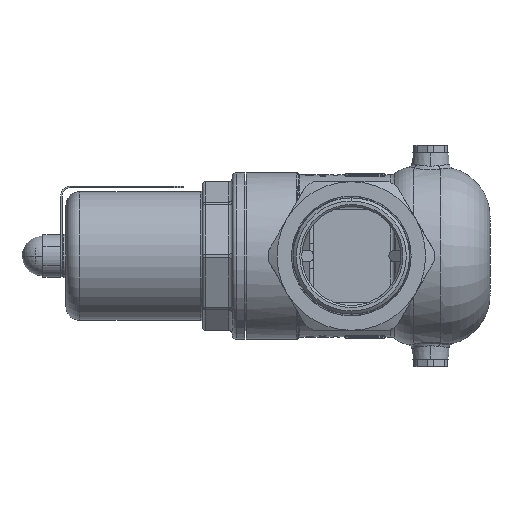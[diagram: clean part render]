
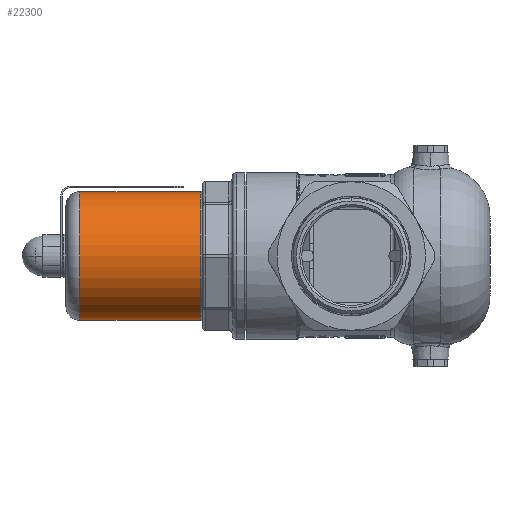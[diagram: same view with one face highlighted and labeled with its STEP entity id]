
A CAD part, left-side view. The second image highlights one B-rep face of the part: STEP entity #22300.
In plain terms, the highlighted cylindrical face has radius 32.5 mm (diameter 65 mm), a partial arc.
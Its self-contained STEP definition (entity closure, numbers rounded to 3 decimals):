
#2187 = AXIS2_PLACEMENT_3D ( 'NONE', #14458, #14509, #14511 ) ;
#14458 = CARTESIAN_POINT ( 'NONE',  ( 0., 155.957, 0. ) ) ;
#14486 = CYLINDRICAL_SURFACE ( 'NONE', #2187, 32.5 ) ;
#14488 = FACE_OUTER_BOUND ( 'NONE', #23444, .T. ) ;
#14509 = DIRECTION ( 'NONE',  ( 0., 1., 0. ) ) ;
#14511 = DIRECTION ( 'NONE',  ( 0., 0., 1. ) ) ;
#20189 = LINE ( 'NONE', #20192, #21295 ) ;
#20192 = CARTESIAN_POINT ( 'NONE',  ( 0., 155.957, -32.5 ) ) ;
#20228 = DIRECTION ( 'NONE',  ( 0., 1., 0. ) ) ;
#20343 = LINE ( 'NONE', #20345, #21325 ) ;
#20345 = CARTESIAN_POINT ( 'NONE',  ( 0., 155.957, 32.5 ) ) ;
#20346 = DIRECTION ( 'NONE',  ( 0., 1., 0. ) ) ;
#20706 = CARTESIAN_POINT ( 'NONE',  ( 0., 76.2, 32.5 ) ) ;
#20708 = CARTESIAN_POINT ( 'NONE',  ( 0., 76.2, -32.5 ) ) ;
#21295 = VECTOR ( 'NONE', #20228, 1000. ) ;
#21325 = VECTOR ( 'NONE', #20346, 1000. ) ;
#22102 = EDGE_CURVE ( 'NONE', #58768, #28339, #30700, .T. ) ;
#22300 = ADVANCED_FACE ( 'NONE', ( #14488 ), #14486, .T. ) ;
#23444 = EDGE_LOOP ( 'NONE', ( #57843, #57840, #57841, #57838 ) ) ;
#24372 = CARTESIAN_POINT ( 'NONE',  ( 0., 137., -32.5 ) ) ;
#28339 = VERTEX_POINT ( 'NONE', #37978 ) ;
#30700 = CIRCLE ( 'NONE', #30748, 32.5 ) ;
#30748 = AXIS2_PLACEMENT_3D ( 'NONE', #52800, #52802, #52804 ) ;
#32166 = EDGE_CURVE ( 'NONE', #58432, #58429, #49103, .T. ) ;
#37978 = CARTESIAN_POINT ( 'NONE',  ( 0., 137., 32.5 ) ) ;
#49103 = CIRCLE ( 'NONE', #49107, 32.5 ) ;
#49107 = AXIS2_PLACEMENT_3D ( 'NONE', #55257, #55258, #55259 ) ;
#52800 = CARTESIAN_POINT ( 'NONE',  ( 0., 137., 0. ) ) ;
#52802 = DIRECTION ( 'NONE',  ( 0., 1., 0. ) ) ;
#52804 = DIRECTION ( 'NONE',  ( 0., 0., 1. ) ) ;
#55257 = CARTESIAN_POINT ( 'NONE',  ( 0., 76.2, 0. ) ) ;
#55258 = DIRECTION ( 'NONE',  ( 0., 1., 0. ) ) ;
#55259 = DIRECTION ( 'NONE',  ( 0., 0., 1. ) ) ;
#57414 = EDGE_CURVE ( 'NONE', #58432, #58768, #20189, .T. ) ;
#57433 = EDGE_CURVE ( 'NONE', #58429, #28339, #20343, .T. ) ;
#57838 = ORIENTED_EDGE ( 'NONE', *, *, #22102, .F. ) ;
#57840 = ORIENTED_EDGE ( 'NONE', *, *, #32166, .T. ) ;
#57841 = ORIENTED_EDGE ( 'NONE', *, *, #57433, .T. ) ;
#57843 = ORIENTED_EDGE ( 'NONE', *, *, #57414, .F. ) ;
#58429 = VERTEX_POINT ( 'NONE', #20706 ) ;
#58432 = VERTEX_POINT ( 'NONE', #20708 ) ;
#58768 = VERTEX_POINT ( 'NONE', #24372 ) ;
